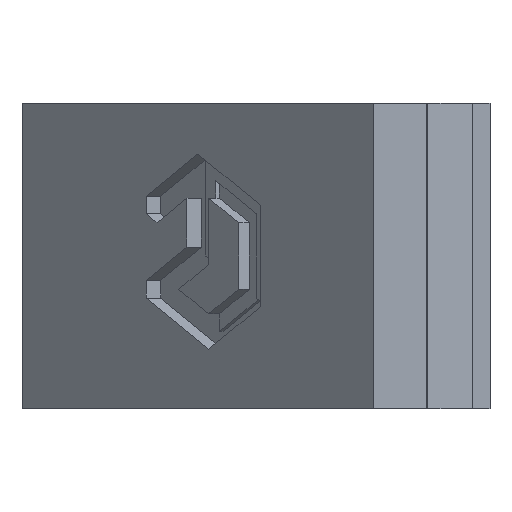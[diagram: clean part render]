
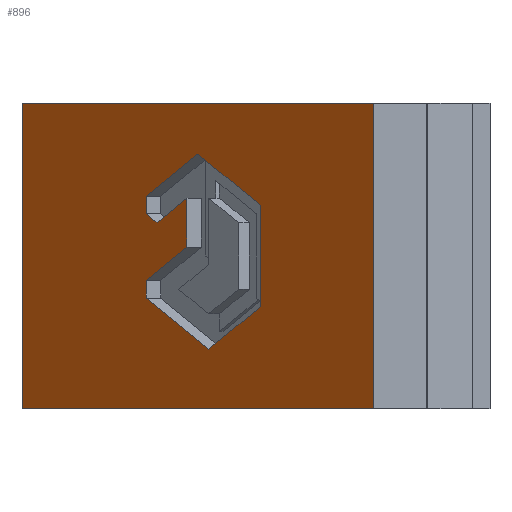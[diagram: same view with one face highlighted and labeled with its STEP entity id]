
A CAD part, front view. The second image highlights one B-rep face of the part: STEP entity #896.
In plain terms, the highlighted planar face has unit normal (-0.707, -0.707, 0).
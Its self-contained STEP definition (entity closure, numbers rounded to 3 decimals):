
#15=FACE_BOUND('',#90,.T.);
#42=FACE_OUTER_BOUND('',#89,.T.);
#89=EDGE_LOOP('',(#694,#695,#696,#697));
#90=EDGE_LOOP('',(#698,#699,#700,#701,#702,#703,#704,#705,#706,#707,#708));
#144=LINE('',#1279,#270);
#148=LINE('',#1286,#274);
#151=LINE('',#1292,#277);
#154=LINE('',#1298,#280);
#157=LINE('',#1304,#283);
#160=LINE('',#1310,#286);
#163=LINE('',#1316,#289);
#166=LINE('',#1322,#292);
#169=LINE('',#1328,#295);
#194=LINE('',#1379,#320);
#195=LINE('',#1381,#321);
#196=LINE('',#1383,#322);
#197=LINE('',#1384,#323);
#198=LINE('',#1386,#324);
#199=LINE('',#1387,#325);
#270=VECTOR('',#1041,10.);
#274=VECTOR('',#1047,10.);
#277=VECTOR('',#1052,10.);
#280=VECTOR('',#1057,10.);
#283=VECTOR('',#1062,10.);
#286=VECTOR('',#1067,10.);
#289=VECTOR('',#1072,10.);
#292=VECTOR('',#1077,10.);
#295=VECTOR('',#1082,10.);
#320=VECTOR('',#1123,10.);
#321=VECTOR('',#1124,10.);
#322=VECTOR('',#1125,10.);
#323=VECTOR('',#1126,10.);
#324=VECTOR('',#1127,10.);
#325=VECTOR('',#1128,10.);
#389=VERTEX_POINT('',#1277);
#390=VERTEX_POINT('',#1278);
#392=VERTEX_POINT('',#1285);
#394=VERTEX_POINT('',#1291);
#396=VERTEX_POINT('',#1297);
#398=VERTEX_POINT('',#1303);
#400=VERTEX_POINT('',#1309);
#402=VERTEX_POINT('',#1315);
#404=VERTEX_POINT('',#1321);
#406=VERTEX_POINT('',#1327);
#423=VERTEX_POINT('',#1377);
#424=VERTEX_POINT('',#1378);
#425=VERTEX_POINT('',#1380);
#426=VERTEX_POINT('',#1382);
#427=VERTEX_POINT('',#1385);
#478=EDGE_CURVE('',#389,#390,#144,.T.);
#482=EDGE_CURVE('',#392,#389,#148,.T.);
#485=EDGE_CURVE('',#394,#392,#151,.T.);
#488=EDGE_CURVE('',#396,#394,#154,.T.);
#491=EDGE_CURVE('',#398,#396,#157,.T.);
#494=EDGE_CURVE('',#400,#398,#160,.T.);
#497=EDGE_CURVE('',#402,#400,#163,.T.);
#500=EDGE_CURVE('',#404,#402,#166,.T.);
#503=EDGE_CURVE('',#406,#404,#169,.T.);
#528=EDGE_CURVE('',#423,#424,#194,.T.);
#529=EDGE_CURVE('',#424,#425,#195,.T.);
#530=EDGE_CURVE('',#426,#425,#196,.T.);
#531=EDGE_CURVE('',#423,#426,#197,.T.);
#532=EDGE_CURVE('',#390,#427,#198,.T.);
#533=EDGE_CURVE('',#427,#406,#199,.T.);
#694=ORIENTED_EDGE('',*,*,#528,.T.);
#695=ORIENTED_EDGE('',*,*,#529,.T.);
#696=ORIENTED_EDGE('',*,*,#530,.F.);
#697=ORIENTED_EDGE('',*,*,#531,.F.);
#698=ORIENTED_EDGE('',*,*,#503,.T.);
#699=ORIENTED_EDGE('',*,*,#500,.T.);
#700=ORIENTED_EDGE('',*,*,#497,.T.);
#701=ORIENTED_EDGE('',*,*,#494,.T.);
#702=ORIENTED_EDGE('',*,*,#491,.T.);
#703=ORIENTED_EDGE('',*,*,#488,.T.);
#704=ORIENTED_EDGE('',*,*,#485,.T.);
#705=ORIENTED_EDGE('',*,*,#482,.T.);
#706=ORIENTED_EDGE('',*,*,#478,.T.);
#707=ORIENTED_EDGE('',*,*,#532,.T.);
#708=ORIENTED_EDGE('',*,*,#533,.T.);
#849=PLANE('',#963);
#896=ADVANCED_FACE('',(#42,#15),#849,.T.);
#963=AXIS2_PLACEMENT_3D('',#1376,#1121,#1122);
#1041=DIRECTION('',(0.612,-0.612,0.5));
#1047=DIRECTION('',(0.,0.,1.));
#1052=DIRECTION('',(-0.612,0.612,0.5));
#1057=DIRECTION('',(-0.612,0.612,-0.5));
#1062=DIRECTION('',(0.,0.,1.));
#1067=DIRECTION('',(0.612,-0.612,0.5));
#1072=DIRECTION('',(0.,0.,1.));
#1077=DIRECTION('',(-0.612,0.612,0.5));
#1082=DIRECTION('',(-0.612,0.612,-0.5));
#1121=DIRECTION('center_axis',(-0.707,-0.707,0.));
#1122=DIRECTION('ref_axis',(0.707,-0.707,0.));
#1123=DIRECTION('',(0.707,-0.707,0.));
#1124=DIRECTION('',(0.,0.,1.));
#1125=DIRECTION('',(0.707,-0.707,0.));
#1126=DIRECTION('',(0.,0.,1.));
#1127=DIRECTION('',(0.612,-0.612,-0.5));
#1128=DIRECTION('',(0.,0.,-1.));
#1277=CARTESIAN_POINT('',(-10.72,-0.594,20.866));
#1278=CARTESIAN_POINT('',(-5.657,-5.657,25.));
#1279=CARTESIAN_POINT('',(-18.482,7.168,14.528));
#1285=CARTESIAN_POINT('',(-10.72,-0.594,19.134));
#1286=CARTESIAN_POINT('',(-10.72,-0.594,9.567));
#1291=CARTESIAN_POINT('',(-9.659,-1.654,18.268));
#1292=CARTESIAN_POINT('',(-11.828,0.514,20.039));
#1297=CARTESIAN_POINT('',(-6.718,-4.596,20.67));
#1298=CARTESIAN_POINT('',(-15.95,4.637,13.131));
#1303=CARTESIAN_POINT('',(-6.718,-4.596,15.866));
#1304=CARTESIAN_POINT('',(-6.718,-4.596,7.933));
#1309=CARTESIAN_POINT('',(-10.72,-0.594,12.598));
#1310=CARTESIAN_POINT('',(-17.216,5.902,7.294));
#1315=CARTESIAN_POINT('',(-10.72,-0.594,10.866));
#1316=CARTESIAN_POINT('',(-10.72,-0.594,5.433));
#1321=CARTESIAN_POINT('',(-4.596,-6.718,5.866));
#1322=CARTESIAN_POINT('',(-10.562,-0.752,10.737));
#1327=CARTESIAN_POINT('',(0.467,-11.781,10.));
#1328=CARTESIAN_POINT('',(-9.827,-1.487,1.595));
#1376=CARTESIAN_POINT('Origin',(-22.9,11.586,0.));
#1377=CARTESIAN_POINT('',(-22.9,11.586,0.));
#1378=CARTESIAN_POINT('',(11.586,-22.9,0.));
#1379=CARTESIAN_POINT('',(-22.9,11.586,0.));
#1380=CARTESIAN_POINT('',(11.586,-22.9,30.));
#1381=CARTESIAN_POINT('',(11.586,-22.9,0.));
#1382=CARTESIAN_POINT('',(-22.9,11.586,30.));
#1383=CARTESIAN_POINT('',(-22.9,11.586,30.));
#1384=CARTESIAN_POINT('',(-22.9,11.586,0.));
#1385=CARTESIAN_POINT('',(0.467,-11.781,20.));
#1386=CARTESIAN_POINT('',(-8.296,-3.018,27.155));
#1387=CARTESIAN_POINT('',(0.467,-11.781,10.));
